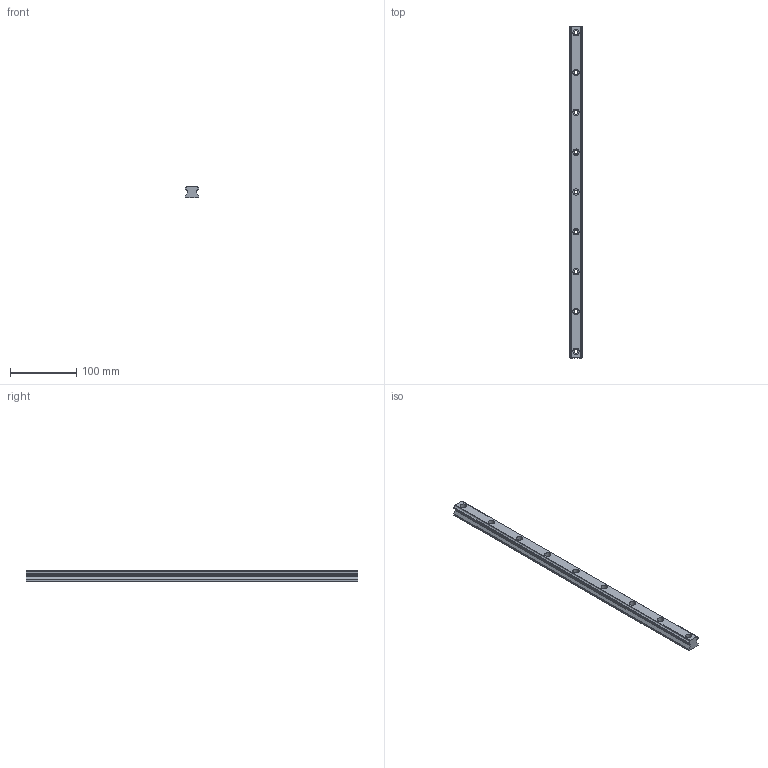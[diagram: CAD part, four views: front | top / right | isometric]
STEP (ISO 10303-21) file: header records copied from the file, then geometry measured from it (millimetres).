
FILE_DESCRIPTION(/* description */ (''),/* implementation_level */ '2;1');
FILE_NAME(/* name */ 'Profilfuehrung20x500.stp',/* time_stamp */ '2018-06-24T14:59:03+02:00',/* author */ ('Daviddk'),/* organization */ (''),/* preprocessor_version */ 'ST-DEVELOPER v17',/* originating_system */ 'Autodesk Inventor 2019',/* authorisation */ '');
FILE_SCHEMA (('AUTOMOTIVE_DESIGN { 1 0 10303 214 3 1 1 }'));
Length unit declared in the file: millimetre
Products named in the file (1): Trapezführung2016
Bounding box: 20 x 500 x 18 mm (x, y, z)
Volume: 142738.6 mm3; surface area: 43143.8 mm2
Topology: 1 solids, 1 shells, 80 faces, 225 edges, 147 vertices
Faces by surface type: plane 58, cylinder 22
Full cylindrical faces by diameter (mm): 6 x9, 9.5 x9
Entity records: 2699 total; most frequent: DIRECTION 494, CARTESIAN_POINT 453, ORIENTED_EDGE 450, EDGE_CURVE 225, AXIS2_PLACEMENT_3D 188, VERTEX_POINT 147, LINE 118, VECTOR 118
